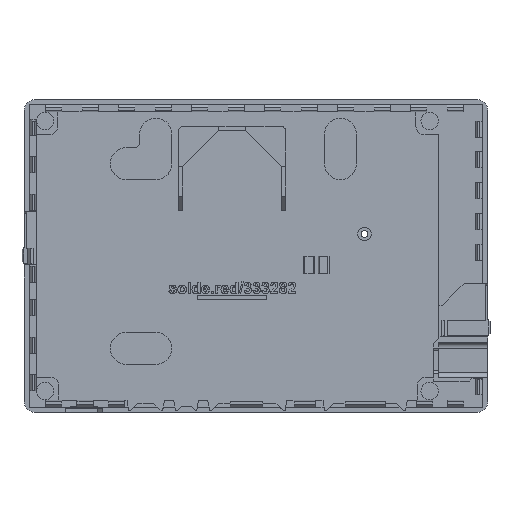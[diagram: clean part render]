
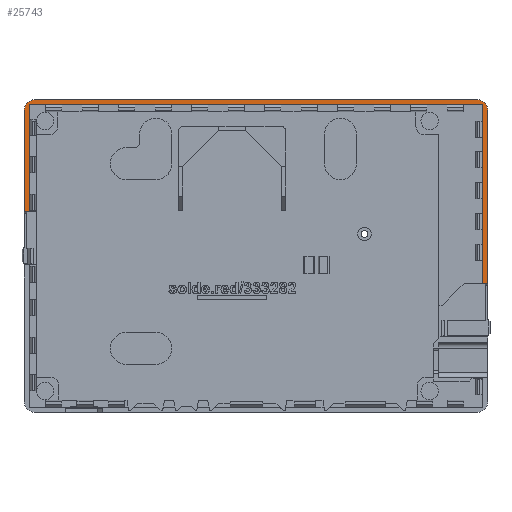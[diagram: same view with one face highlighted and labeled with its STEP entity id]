
A CAD part, top view. The second image highlights one B-rep face of the part: STEP entity #25743.
In plain terms, the highlighted planar face has unit normal (0, 0, 1).
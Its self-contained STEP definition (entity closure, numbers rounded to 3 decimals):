
#1048=CIRCLE('',#27092,4.);
#1049=CIRCLE('',#27093,4.);
#1960=FACE_OUTER_BOUND('',#3422,.T.);
#3422=EDGE_LOOP('',(#19115,#19116,#19117,#19118,#19119,#19120,#19121,#19122,
#19123,#19124,#19125,#19126));
#5612=LINE('',#38215,#8490);
#5615=LINE('',#38220,#8493);
#5617=LINE('',#38224,#8495);
#5626=LINE('',#38240,#8504);
#5631=LINE('',#38250,#8509);
#5632=LINE('',#38252,#8510);
#5633=LINE('',#38254,#8511);
#5634=LINE('',#38258,#8512);
#5635=LINE('',#38262,#8513);
#5636=LINE('',#38263,#8514);
#8490=VECTOR('',#29462,10.);
#8493=VECTOR('',#29467,10.);
#8495=VECTOR('',#29471,10.);
#8504=VECTOR('',#29488,10.);
#8509=VECTOR('',#29495,10.);
#8510=VECTOR('',#29496,10.);
#8511=VECTOR('',#29497,10.);
#8512=VECTOR('',#29500,10.);
#8513=VECTOR('',#29503,10.);
#8514=VECTOR('',#29504,10.);
#11520=VERTEX_POINT('',#38213);
#11521=VERTEX_POINT('',#38214);
#11522=VERTEX_POINT('',#38219);
#11523=VERTEX_POINT('',#38223);
#11526=VERTEX_POINT('',#38239);
#11530=VERTEX_POINT('',#38249);
#11531=VERTEX_POINT('',#38251);
#11532=VERTEX_POINT('',#38253);
#11533=VERTEX_POINT('',#38255);
#11534=VERTEX_POINT('',#38257);
#11535=VERTEX_POINT('',#38259);
#11536=VERTEX_POINT('',#38261);
#14431=EDGE_CURVE('',#11520,#11521,#5612,.T.);
#14434=EDGE_CURVE('',#11522,#11520,#5615,.T.);
#14436=EDGE_CURVE('',#11523,#11522,#5617,.T.);
#14445=EDGE_CURVE('',#11526,#11523,#5626,.T.);
#14450=EDGE_CURVE('',#11521,#11530,#5631,.T.);
#14451=EDGE_CURVE('',#11530,#11531,#5632,.T.);
#14452=EDGE_CURVE('',#11531,#11532,#5633,.T.);
#14453=EDGE_CURVE('',#11533,#11532,#1048,.T.);
#14454=EDGE_CURVE('',#11533,#11534,#5634,.T.);
#14455=EDGE_CURVE('',#11535,#11534,#1049,.T.);
#14456=EDGE_CURVE('',#11535,#11536,#5635,.T.);
#14457=EDGE_CURVE('',#11536,#11526,#5636,.T.);
#19115=ORIENTED_EDGE('',*,*,#14436,.T.);
#19116=ORIENTED_EDGE('',*,*,#14434,.T.);
#19117=ORIENTED_EDGE('',*,*,#14431,.T.);
#19118=ORIENTED_EDGE('',*,*,#14450,.T.);
#19119=ORIENTED_EDGE('',*,*,#14451,.T.);
#19120=ORIENTED_EDGE('',*,*,#14452,.T.);
#19121=ORIENTED_EDGE('',*,*,#14453,.F.);
#19122=ORIENTED_EDGE('',*,*,#14454,.T.);
#19123=ORIENTED_EDGE('',*,*,#14455,.F.);
#19124=ORIENTED_EDGE('',*,*,#14456,.T.);
#19125=ORIENTED_EDGE('',*,*,#14457,.T.);
#19126=ORIENTED_EDGE('',*,*,#14445,.T.);
#24743=PLANE('',#27091);
#25743=ADVANCED_FACE('',(#1960),#24743,.T.);
#27091=AXIS2_PLACEMENT_3D('',#38248,#29493,#29494);
#27092=AXIS2_PLACEMENT_3D('',#38256,#29498,#29499);
#27093=AXIS2_PLACEMENT_3D('',#38260,#29501,#29502);
#29462=DIRECTION('',(0.,-1.,0.));
#29467=DIRECTION('',(1.,0.,0.));
#29471=DIRECTION('',(0.,1.,0.));
#29488=DIRECTION('',(1.,0.,0.));
#29493=DIRECTION('center_axis',(0.,0.,1.));
#29494=DIRECTION('ref_axis',(1.,0.,0.));
#29495=DIRECTION('',(1.,0.,0.));
#29496=DIRECTION('',(1.,0.,0.));
#29497=DIRECTION('',(0.,1.,0.));
#29498=DIRECTION('center_axis',(0.,0.,-1.));
#29499=DIRECTION('ref_axis',(0.707,0.707,0.));
#29500=DIRECTION('',(-1.,0.,0.));
#29501=DIRECTION('center_axis',(0.,0.,-1.));
#29502=DIRECTION('ref_axis',(-0.707,0.707,0.));
#29503=DIRECTION('',(0.,-1.,0.));
#29504=DIRECTION('',(1.,0.,0.));
#38213=CARTESIAN_POINT('',(91.63,56.45,8.5));
#38214=CARTESIAN_POINT('',(91.63,-10.25,8.5));
#38215=CARTESIAN_POINT('',(91.63,28.225,8.5));
#38219=CARTESIAN_POINT('',(-77.75,56.45,8.5));
#38220=CARTESIAN_POINT('',(-35.405,56.45,8.5));
#38223=CARTESIAN_POINT('',(-77.75,16.65,8.5));
#38224=CARTESIAN_POINT('',(-77.75,8.325,8.5));
#38239=CARTESIAN_POINT('',(-78.7,16.65,8.5));
#38240=CARTESIAN_POINT('',(-36.38,16.65,8.5));
#38248=CARTESIAN_POINT('Origin',(6.94,0.,8.5));
#38249=CARTESIAN_POINT('',(92.58,-10.25,8.5));
#38250=CARTESIAN_POINT('',(45.82,-10.25,8.5));
#38251=CARTESIAN_POINT('',(93.58,-10.25,8.5));
#38252=CARTESIAN_POINT('',(45.82,-10.25,8.5));
#38253=CARTESIAN_POINT('',(93.58,54.4,8.5));
#38254=CARTESIAN_POINT('',(93.58,-58.4,8.5));
#38255=CARTESIAN_POINT('',(89.58,58.4,8.5));
#38256=CARTESIAN_POINT('Origin',(89.58,54.4,8.5));
#38257=CARTESIAN_POINT('',(-75.7,58.4,8.5));
#38258=CARTESIAN_POINT('',(93.58,58.4,8.5));
#38259=CARTESIAN_POINT('',(-79.7,54.4,8.5));
#38260=CARTESIAN_POINT('Origin',(-75.7,54.4,8.5));
#38261=CARTESIAN_POINT('',(-79.7,16.65,8.5));
#38262=CARTESIAN_POINT('',(-79.7,58.4,8.5));
#38263=CARTESIAN_POINT('',(-36.38,16.65,8.5));
